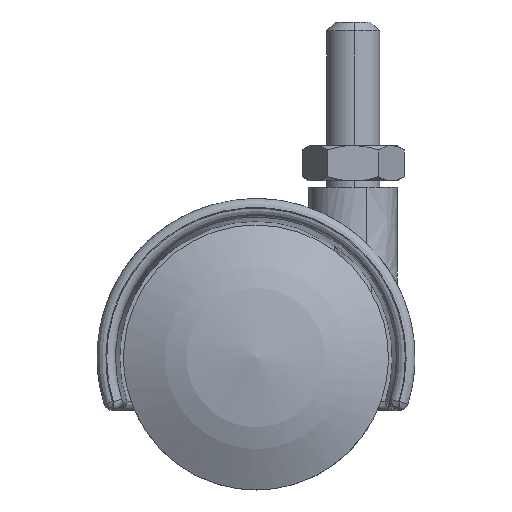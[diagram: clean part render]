
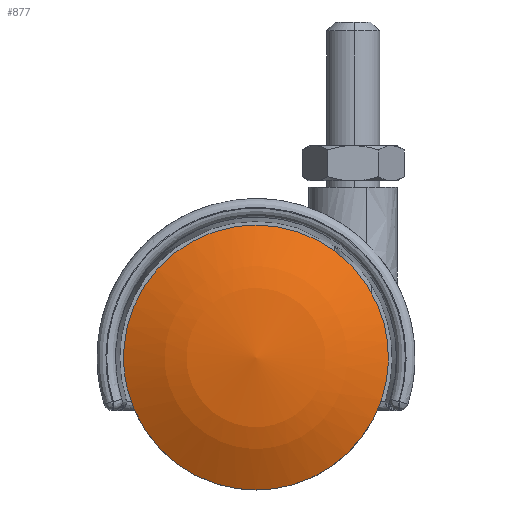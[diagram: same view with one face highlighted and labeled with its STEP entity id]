
A CAD part, front view. The second image highlights one B-rep face of the part: STEP entity #877.
In plain terms, the highlighted free-form (B-spline) face has degree [2, 2] with [4, 4] control points.
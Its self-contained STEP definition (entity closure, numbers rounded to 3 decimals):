
#457=CARTESIAN_POINT('',(14.895,-12.6,1.771));
#458=VERTEX_POINT('',#457);
#464=CARTESIAN_POINT('',(0.0,-12.6,-15.));
#465=VERTEX_POINT('',#464);
#466=CARTESIAN_POINT('',(14.895,-12.6,1.771));
#467=CARTESIAN_POINT('',(15.,-12.6,0.888));
#468=CARTESIAN_POINT('',(15.,-12.6,0.0));
#469=CARTESIAN_POINT('',(15.,-12.6,-15.));
#470=CARTESIAN_POINT('',(0.0,-12.6,-15.));
#478=(BOUNDED_CURVE()B_SPLINE_CURVE(2,(#466,#467,#468,#469,#470),.UNSPECIFIED.,.F.,.U.)B_SPLINE_CURVE_WITH_KNOTS((3,2,3),(0.23,0.25,0.5),.UNSPECIFIED.)CURVE()GEOMETRIC_REPRESENTATION_ITEM()RATIONAL_B_SPLINE_CURVE((0.956,0.976,1.0,0.707,1.0))REPRESENTATION_ITEM(''));
#479=EDGE_CURVE('',#458,#465,#478,.T.);
#481=CARTESIAN_POINT('',(-14.972,-12.6,-0.916));
#482=VERTEX_POINT('',#481);
#483=CARTESIAN_POINT('',(0.0,-12.6,-15.));
#484=CARTESIAN_POINT('',(-14.111,-12.6,-15.));
#485=CARTESIAN_POINT('',(-14.972,-12.6,-0.916));
#493=(BOUNDED_CURVE()B_SPLINE_CURVE(2,(#483,#484,#485),.UNSPECIFIED.,.F.,.U.)B_SPLINE_CURVE_WITH_KNOTS((3,3),(0.5,0.739),.UNSPECIFIED.)CURVE()GEOMETRIC_REPRESENTATION_ITEM()RATIONAL_B_SPLINE_CURVE((1.0,0.72,0.976))REPRESENTATION_ITEM(''));
#494=EDGE_CURVE('',#465,#482,#493,.T.);
#568=CARTESIAN_POINT('',(0.0,-12.6,15.));
#569=VERTEX_POINT('',#568);
#570=CARTESIAN_POINT('',(-14.972,-12.6,-0.916));
#571=CARTESIAN_POINT('',(-15.,-12.6,-0.458));
#572=CARTESIAN_POINT('',(-15.,-12.6,0.0));
#573=CARTESIAN_POINT('',(-15.,-12.6,15.));
#574=CARTESIAN_POINT('',(0.0,-12.6,15.));
#582=(BOUNDED_CURVE()B_SPLINE_CURVE(2,(#570,#571,#572,#573,#574),.UNSPECIFIED.,.F.,.U.)B_SPLINE_CURVE_WITH_KNOTS((3,2,3),(0.739,0.75,1.0),.UNSPECIFIED.)CURVE()GEOMETRIC_REPRESENTATION_ITEM()RATIONAL_B_SPLINE_CURVE((0.976,0.988,1.0,0.707,1.0))REPRESENTATION_ITEM(''));
#583=EDGE_CURVE('',#482,#569,#582,.T.);
#585=CARTESIAN_POINT('',(0.0,-12.6,15.));
#586=CARTESIAN_POINT('',(13.323,-12.6,15.));
#587=CARTESIAN_POINT('',(14.895,-12.6,1.771));
#595=(BOUNDED_CURVE()B_SPLINE_CURVE(2,(#585,#586,#587),.UNSPECIFIED.,.F.,.U.)B_SPLINE_CURVE_WITH_KNOTS((3,3),(0.0,0.23),.UNSPECIFIED.)CURVE()GEOMETRIC_REPRESENTATION_ITEM()RATIONAL_B_SPLINE_CURVE((1.0,0.731,0.956))REPRESENTATION_ITEM(''));
#596=EDGE_CURVE('',#569,#458,#595,.T.);
#847=CARTESIAN_POINT('',(-15.138,-7.842,-15.138));
#848=CARTESIAN_POINT('',(-8.141,-11.844,-16.282));
#849=CARTESIAN_POINT('',(8.141,-11.844,-16.282));
#850=CARTESIAN_POINT('',(15.138,-7.842,-15.138));
#851=CARTESIAN_POINT('',(-16.282,-11.844,-8.141));
#852=CARTESIAN_POINT('',(-8.807,-16.5,-8.807));
#853=CARTESIAN_POINT('',(8.807,-16.5,-8.807));
#854=CARTESIAN_POINT('',(16.282,-11.844,-8.141));
#855=CARTESIAN_POINT('',(-16.282,-11.844,8.141));
#856=CARTESIAN_POINT('',(-8.807,-16.5,8.807));
#857=CARTESIAN_POINT('',(8.807,-16.5,8.807));
#858=CARTESIAN_POINT('',(16.282,-11.844,8.141));
#859=CARTESIAN_POINT('',(-15.138,-7.842,15.138));
#860=CARTESIAN_POINT('',(-8.141,-11.844,16.282));
#861=CARTESIAN_POINT('',(8.141,-11.844,16.282));
#862=CARTESIAN_POINT('',(15.138,-7.842,15.138));
#870=(BOUNDED_SURFACE()B_SPLINE_SURFACE(2,2,((#847,#851,#855,#859),(#848,#852,#856,#860),(#849,#853,#857,#861),(#850,#854,#858,#862)),.UNSPECIFIED.,.F.,.F.,.U.)B_SPLINE_SURFACE_WITH_KNOTS((3,1,3),(3,1,3),(0.0,16.921,33.843),(0.0,16.922,33.844),.UNSPECIFIED.)GEOMETRIC_REPRESENTATION_ITEM()RATIONAL_B_SPLINE_SURFACE(((1.164,1.082,1.082,1.164),(1.082,1.0,1.0,1.082),(1.082,1.0,1.0,1.082),(1.164,1.082,1.082,1.164)))REPRESENTATION_ITEM('')SURFACE());
#871=ORIENTED_EDGE('',*,*,#583,.F.);
#872=ORIENTED_EDGE('',*,*,#494,.F.);
#873=ORIENTED_EDGE('',*,*,#479,.F.);
#874=ORIENTED_EDGE('',*,*,#596,.F.);
#875=EDGE_LOOP('',(#871,#872,#873,#874));
#876=FACE_OUTER_BOUND('',#875,.T.);
#877=ADVANCED_FACE('',(#876),#870,.T.);
